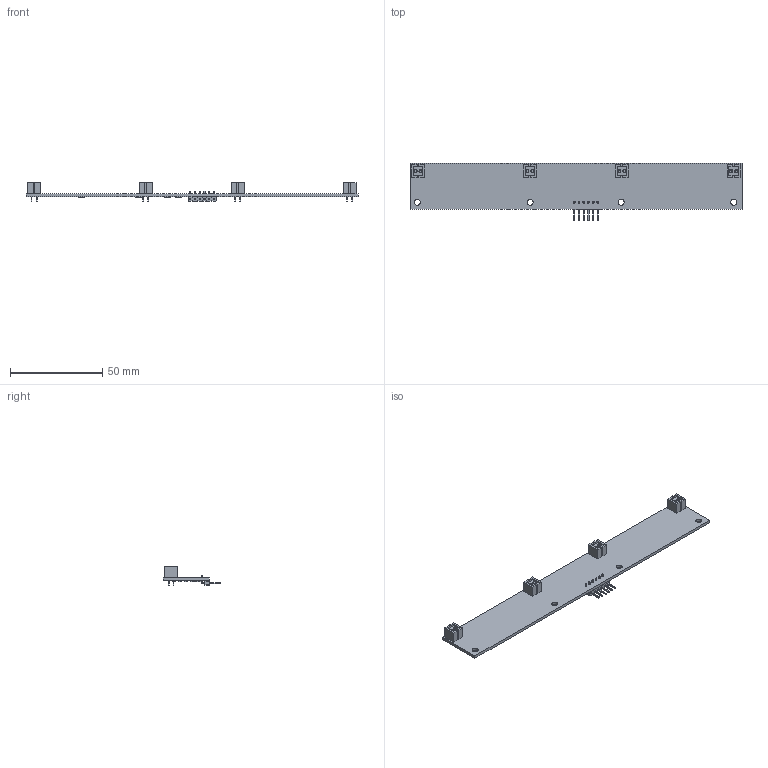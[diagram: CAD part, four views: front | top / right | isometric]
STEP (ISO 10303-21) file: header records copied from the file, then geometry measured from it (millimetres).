
FILE_DESCRIPTION(('KiCad electronic assembly'),'2;1');
FILE_NAME('sensor linea prueba medidas3.step','2023-12-07T21:23:10',( 'Pcbnew'),('Kicad'),'Open CASCADE STEP processor 7.6', 'KiCad to STEP converter','Unknown');
FILE_SCHEMA(('AUTOMOTIVE_DESIGN { 1 0 10303 214 1 1 1 1 }'));
Length unit declared in the file: millimetre
Products named in the file (8): sensor linea prueba medidas3 1; Vishay_CNY70; SOLID; R_1206_3216Metric; PinHeader_1x06_P2.54mm_Horizontal; PCB
Assembly tree (17 placements, depth 3):
  sensor linea prueba medidas3 1
    Vishay_CNY70  x4
      SOLID
    R_1206_3216Metric  x8
      SOLID
    PinHeader_1x06_P2.54mm_Horizontal
      SOLID
    PCB
Bounding box: 179.66 x 31.13 x 10.24 mm (x, y, z)
Volume: 8331.7 mm3; surface area: 11493.2 mm2
Topology: 14 solids, 14 shells, 578 faces, 1450 edges, 940 vertices
Faces by surface type: plane 474, cylinder 96, torus 8
Full cylindrical faces by diameter (mm): 0.8 x16, 1 x6, 3.2 x4
Entity records: 18669 total; most frequent: CARTESIAN_POINT 3089, DIRECTION 2598, LINE 1834, VECTOR 1834, ORIENTED_EDGE 1336, PCURVE 1336, DEFINITIONAL_REPRESENTATION 1336, EDGE_CURVE 668
